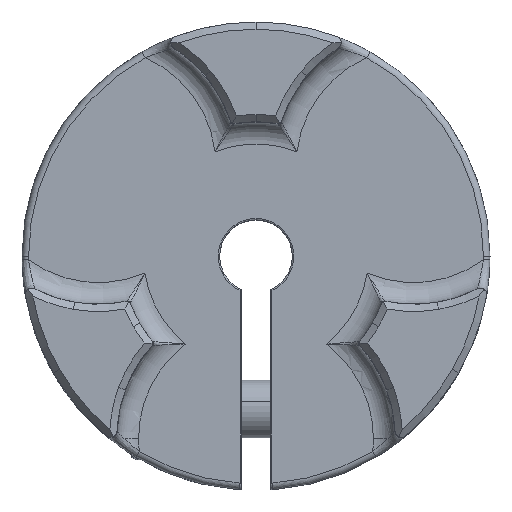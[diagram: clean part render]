
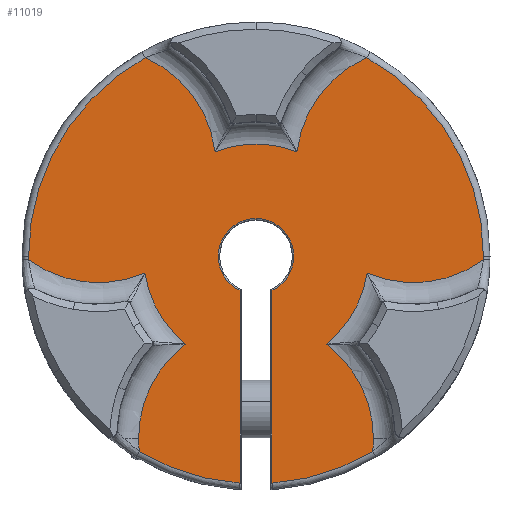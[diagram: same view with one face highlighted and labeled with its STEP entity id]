
A CAD part, top view. The second image highlights one B-rep face of the part: STEP entity #11019.
In plain terms, the highlighted planar face has unit normal (0, 0, 1).
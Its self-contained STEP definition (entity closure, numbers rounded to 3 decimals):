
#7669=CARTESIAN_POINT('',(-1.1,-2.356,10.4));
#7670=VERTEX_POINT('',#7669);
#8818=CARTESIAN_POINT('',(-1.1,-15.611,10.4));
#8819=VERTEX_POINT('',#8818);
#9063=CARTESIAN_POINT('',(1.1,-2.356,10.4));
#9064=VERTEX_POINT('',#9063);
#9107=CARTESIAN_POINT('',(-2.6,0.,10.4));
#9108=VERTEX_POINT('',#9107);
#9116=CARTESIAN_POINT('',(0.,0.,10.4));
#9117=DIRECTION('',(0.,0.,1.));
#9118=DIRECTION('',(1.,0.,-0.));
#9119=AXIS2_PLACEMENT_3D('',#9116,#9117,#9118);
#9120=CIRCLE('',#9119,2.6);
#9121=EDGE_CURVE('',#9108,#7670,#9120,.T.);
#10179=CARTESIAN_POINT('',(1.1,-15.611,10.4));
#10180=VERTEX_POINT('',#10179);
#10294=CARTESIAN_POINT('',(8.025,-13.436,10.4));
#10295=VERTEX_POINT('',#10294);
#10306=CARTESIAN_POINT('',(0.,0.,10.4));
#10307=DIRECTION('',(-0.,-0.,-1.));
#10308=DIRECTION('',(1.,0.,-0.));
#10309=AXIS2_PLACEMENT_3D('',#10306,#10307,#10308);
#10310=CIRCLE('',#10309,15.65);
#10311=EDGE_CURVE('',#10295,#10180,#10310,.T.);
#10840=CARTESIAN_POINT('',(0.,0.,10.4));
#10841=DIRECTION('',(0.,0.,1.));
#10842=DIRECTION('',(1.,0.,0.));
#10843=AXIS2_PLACEMENT_3D('',#10840,#10841,#10842);
#10844=PLANE('',#10843);
#10845=CARTESIAN_POINT('',(1.1,-115.613,10.4));
#10846=DIRECTION('',(-0.,1.,-0.));
#10847=VECTOR('',#10846,132.555);
#10848=LINE('',#10845,#10847);
#10849=EDGE_CURVE('',#10180,#9064,#10848,.T.);
#10850=ORIENTED_EDGE('',*,*,#10849,.F.);
#10851=ORIENTED_EDGE('',*,*,#10311,.F.);
#10852=CARTESIAN_POINT('',(8.077,-12.52,10.4));
#10853=VERTEX_POINT('',#10852);
#10854=CARTESIAN_POINT('',(-0.,-12.52,10.4));
#10855=DIRECTION('',(-0.,-0.,-1.));
#10856=DIRECTION('',(1.,0.,-0.));
#10857=AXIS2_PLACEMENT_3D('',#10854,#10855,#10856);
#10858=CIRCLE('',#10857,8.077);
#10859=EDGE_CURVE('',#10853,#10295,#10858,.T.);
#10860=ORIENTED_EDGE('',*,*,#10859,.F.);
#10861=CARTESIAN_POINT('',(4.823,-6.041,10.4));
#10862=VERTEX_POINT('',#10861);
#10863=CARTESIAN_POINT('',(-0.,-12.52,10.4));
#10864=DIRECTION('',(-0.,-0.,-1.));
#10865=DIRECTION('',(1.,0.,-0.));
#10866=AXIS2_PLACEMENT_3D('',#10863,#10864,#10865);
#10867=CIRCLE('',#10866,8.077);
#10868=EDGE_CURVE('',#10862,#10853,#10867,.T.);
#10869=ORIENTED_EDGE('',*,*,#10868,.F.);
#10870=CARTESIAN_POINT('',(7.643,-1.156,10.4));
#10871=VERTEX_POINT('',#10870);
#10872=CARTESIAN_POINT('',(0.,0.,10.4));
#10873=DIRECTION('',(-0.,-0.,-1.));
#10874=DIRECTION('',(1.,0.,-0.));
#10875=AXIS2_PLACEMENT_3D('',#10872,#10873,#10874);
#10876=CIRCLE('',#10875,7.73);
#10877=EDGE_CURVE('',#10871,#10862,#10876,.T.);
#10878=ORIENTED_EDGE('',*,*,#10877,.F.);
#10879=CARTESIAN_POINT('',(15.648,-0.232,10.4));
#10880=VERTEX_POINT('',#10879);
#10881=CARTESIAN_POINT('',(10.843,6.26,10.4));
#10882=DIRECTION('',(-0.,-0.,-1.));
#10883=DIRECTION('',(1.,0.,-0.));
#10884=AXIS2_PLACEMENT_3D('',#10881,#10882,#10883);
#10885=CIRCLE('',#10884,8.077);
#10886=EDGE_CURVE('',#10880,#10871,#10885,.T.);
#10887=ORIENTED_EDGE('',*,*,#10886,.F.);
#10888=CARTESIAN_POINT('',(15.65,-0.,10.4));
#10889=VERTEX_POINT('',#10888);
#10890=CARTESIAN_POINT('',(0.,0.,10.4));
#10891=DIRECTION('',(-0.,-0.,-1.));
#10892=DIRECTION('',(1.,0.,-0.));
#10893=AXIS2_PLACEMENT_3D('',#10890,#10891,#10892);
#10894=CIRCLE('',#10893,15.65);
#10895=EDGE_CURVE('',#10889,#10880,#10894,.T.);
#10896=ORIENTED_EDGE('',*,*,#10895,.F.);
#10897=CARTESIAN_POINT('',(7.623,13.668,10.4));
#10898=VERTEX_POINT('',#10897);
#10899=CARTESIAN_POINT('',(0.,0.,10.4));
#10900=DIRECTION('',(-0.,-0.,-1.));
#10901=DIRECTION('',(1.,0.,-0.));
#10902=AXIS2_PLACEMENT_3D('',#10899,#10900,#10901);
#10903=CIRCLE('',#10902,15.65);
#10904=EDGE_CURVE('',#10898,#10889,#10903,.T.);
#10905=ORIENTED_EDGE('',*,*,#10904,.F.);
#10906=CARTESIAN_POINT('',(2.82,7.197,10.4));
#10907=VERTEX_POINT('',#10906);
#10908=CARTESIAN_POINT('',(10.843,6.26,10.4));
#10909=DIRECTION('',(-0.,-0.,-1.));
#10910=DIRECTION('',(1.,0.,-0.));
#10911=AXIS2_PLACEMENT_3D('',#10908,#10909,#10910);
#10912=CIRCLE('',#10911,8.077);
#10913=EDGE_CURVE('',#10907,#10898,#10912,.T.);
#10914=ORIENTED_EDGE('',*,*,#10913,.F.);
#10915=CARTESIAN_POINT('',(-2.82,7.197,10.4));
#10916=VERTEX_POINT('',#10915);
#10917=CARTESIAN_POINT('',(0.,0.,10.4));
#10918=DIRECTION('',(-0.,-0.,-1.));
#10919=DIRECTION('',(1.,0.,-0.));
#10920=AXIS2_PLACEMENT_3D('',#10917,#10918,#10919);
#10921=CIRCLE('',#10920,7.73);
#10922=EDGE_CURVE('',#10916,#10907,#10921,.T.);
#10923=ORIENTED_EDGE('',*,*,#10922,.F.);
#10924=CARTESIAN_POINT('',(-7.623,13.668,10.4));
#10925=VERTEX_POINT('',#10924);
#10926=CARTESIAN_POINT('',(-10.843,6.26,10.4));
#10927=DIRECTION('',(-0.,-0.,-1.));
#10928=DIRECTION('',(1.,0.,-0.));
#10929=AXIS2_PLACEMENT_3D('',#10926,#10927,#10928);
#10930=CIRCLE('',#10929,8.077);
#10931=EDGE_CURVE('',#10925,#10916,#10930,.T.);
#10932=ORIENTED_EDGE('',*,*,#10931,.F.);
#10933=CARTESIAN_POINT('',(-15.65,0.,10.4));
#10934=VERTEX_POINT('',#10933);
#10935=CARTESIAN_POINT('',(0.,0.,10.4));
#10936=DIRECTION('',(-0.,-0.,-1.));
#10937=DIRECTION('',(1.,0.,-0.));
#10938=AXIS2_PLACEMENT_3D('',#10935,#10936,#10937);
#10939=CIRCLE('',#10938,15.65);
#10940=EDGE_CURVE('',#10934,#10925,#10939,.T.);
#10941=ORIENTED_EDGE('',*,*,#10940,.F.);
#10942=CARTESIAN_POINT('',(-15.648,-0.232,10.4));
#10943=VERTEX_POINT('',#10942);
#10944=CARTESIAN_POINT('',(0.,0.,10.4));
#10945=DIRECTION('',(-0.,-0.,-1.));
#10946=DIRECTION('',(1.,0.,-0.));
#10947=AXIS2_PLACEMENT_3D('',#10944,#10945,#10946);
#10948=CIRCLE('',#10947,15.65);
#10949=EDGE_CURVE('',#10943,#10934,#10948,.T.);
#10950=ORIENTED_EDGE('',*,*,#10949,.F.);
#10951=CARTESIAN_POINT('',(-7.643,-1.156,10.4));
#10952=VERTEX_POINT('',#10951);
#10953=CARTESIAN_POINT('',(-10.843,6.26,10.4));
#10954=DIRECTION('',(-0.,-0.,-1.));
#10955=DIRECTION('',(1.,0.,-0.));
#10956=AXIS2_PLACEMENT_3D('',#10953,#10954,#10955);
#10957=CIRCLE('',#10956,8.077);
#10958=EDGE_CURVE('',#10952,#10943,#10957,.T.);
#10959=ORIENTED_EDGE('',*,*,#10958,.F.);
#10960=CARTESIAN_POINT('',(-4.823,-6.041,10.4));
#10961=VERTEX_POINT('',#10960);
#10962=CARTESIAN_POINT('',(0.,0.,10.4));
#10963=DIRECTION('',(-0.,-0.,-1.));
#10964=DIRECTION('',(1.,0.,-0.));
#10965=AXIS2_PLACEMENT_3D('',#10962,#10963,#10964);
#10966=CIRCLE('',#10965,7.73);
#10967=EDGE_CURVE('',#10961,#10952,#10966,.T.);
#10968=ORIENTED_EDGE('',*,*,#10967,.F.);
#10969=CARTESIAN_POINT('',(-8.077,-12.52,10.4));
#10970=VERTEX_POINT('',#10969);
#10971=CARTESIAN_POINT('',(-0.,-12.52,10.4));
#10972=DIRECTION('',(-0.,-0.,-1.));
#10973=DIRECTION('',(1.,0.,-0.));
#10974=AXIS2_PLACEMENT_3D('',#10971,#10972,#10973);
#10975=CIRCLE('',#10974,8.077);
#10976=EDGE_CURVE('',#10970,#10961,#10975,.T.);
#10977=ORIENTED_EDGE('',*,*,#10976,.F.);
#10978=CARTESIAN_POINT('',(-8.025,-13.436,10.4));
#10979=VERTEX_POINT('',#10978);
#10980=CARTESIAN_POINT('',(-0.,-12.52,10.4));
#10981=DIRECTION('',(-0.,-0.,-1.));
#10982=DIRECTION('',(1.,0.,-0.));
#10983=AXIS2_PLACEMENT_3D('',#10980,#10981,#10982);
#10984=CIRCLE('',#10983,8.077);
#10985=EDGE_CURVE('',#10979,#10970,#10984,.T.);
#10986=ORIENTED_EDGE('',*,*,#10985,.F.);
#10987=CARTESIAN_POINT('',(0.,0.,10.4));
#10988=DIRECTION('',(-0.,-0.,-1.));
#10989=DIRECTION('',(1.,0.,-0.));
#10990=AXIS2_PLACEMENT_3D('',#10987,#10988,#10989);
#10991=CIRCLE('',#10990,15.65);
#10992=EDGE_CURVE('',#8819,#10979,#10991,.T.);
#10993=ORIENTED_EDGE('',*,*,#10992,.F.);
#10994=CARTESIAN_POINT('',(-1.1,16.942,10.4));
#10995=DIRECTION('',(-0.,-1.,-0.));
#10996=VECTOR('',#10995,132.555);
#10997=LINE('',#10994,#10996);
#10998=EDGE_CURVE('',#7670,#8819,#10997,.T.);
#10999=ORIENTED_EDGE('',*,*,#10998,.F.);
#11000=ORIENTED_EDGE('',*,*,#9121,.F.);
#11001=CARTESIAN_POINT('',(2.6,-0.,10.4));
#11002=VERTEX_POINT('',#11001);
#11003=CARTESIAN_POINT('',(0.,0.,10.4));
#11004=DIRECTION('',(0.,0.,1.));
#11005=DIRECTION('',(1.,0.,-0.));
#11006=AXIS2_PLACEMENT_3D('',#11003,#11004,#11005);
#11007=CIRCLE('',#11006,2.6);
#11008=EDGE_CURVE('',#11002,#9108,#11007,.T.);
#11009=ORIENTED_EDGE('',*,*,#11008,.F.);
#11010=CARTESIAN_POINT('',(0.,0.,10.4));
#11011=DIRECTION('',(0.,0.,1.));
#11012=DIRECTION('',(1.,0.,-0.));
#11013=AXIS2_PLACEMENT_3D('',#11010,#11011,#11012);
#11014=CIRCLE('',#11013,2.6);
#11015=EDGE_CURVE('',#9064,#11002,#11014,.T.);
#11016=ORIENTED_EDGE('',*,*,#11015,.F.);
#11017=EDGE_LOOP('',(#10850,#10851,#10860,#10869,#10878,#10887,#10896,#10905,#10914,#10923,#10932,#10941,#10950,#10959,#10968,#10977,#10986,#10993,#10999,#11000,#11009,#11016));
#11018=FACE_BOUND('',#11017,.T.);
#11019=ADVANCED_FACE('',(#11018),#10844,.T.);
